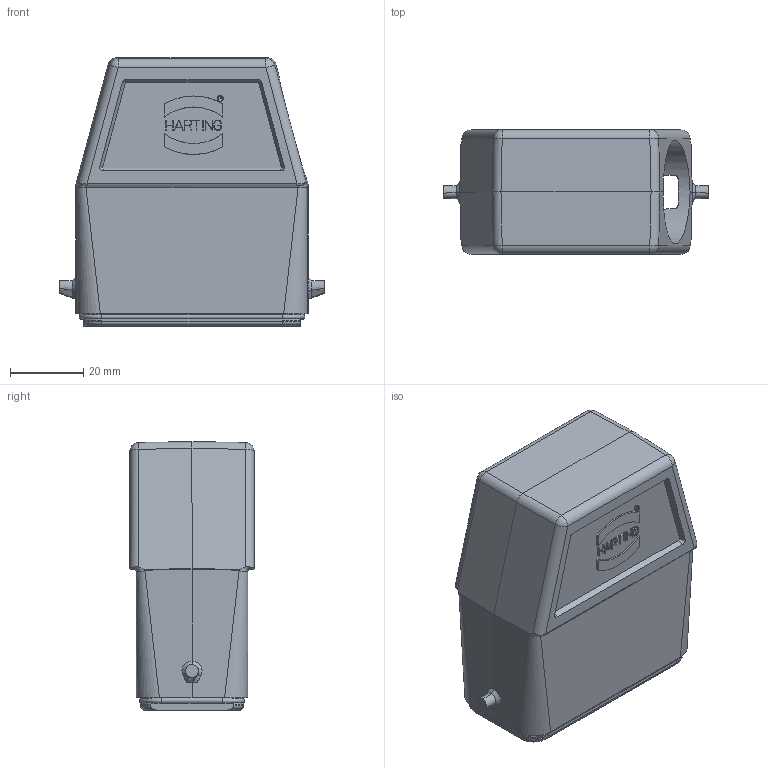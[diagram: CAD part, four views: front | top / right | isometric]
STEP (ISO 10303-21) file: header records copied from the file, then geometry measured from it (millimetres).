
FILE_DESCRIPTION(/* description */ (''),/* implementation_level */ '2;1');
FILE_NAME(/* name */ '100768529ugm000_a.stp',/* time_stamp */ '2018-08-09T17:24:55+02:00',/* author */ (''),/* organization */ (''),/* preprocessor_version */ 'ST-DEVELOPER v16.7',/* originating_system */ 'SIEMENS PLM Software NX 12.0',/* authorisation */ '');
FILE_SCHEMA (('AUTOMOTIVE_DESIGN { 1 0 10303 214 3 1 1 1 }'));
Length unit declared in the file: millimetre
Products named in the file (1): 100768529ugm000_a
Bounding box: 72.52 x 34 x 73.5 mm (x, y, z)
Volume: 52706.4 mm3; surface area: 26284.5 mm2
Topology: 1 solids, 1 shells, 402 faces, 1033 edges, 643 vertices
Faces by surface type: plane 184, cylinder 104, bspline 90, cone 12, extrusion 8, sphere 4
Full cylindrical faces by diameter (mm): 1.52 x1, 1.68 x1, 3 x4, 28.3 x1
Entity records: 17807 total; most frequent: CARTESIAN_POINT 6183, ORIENTED_EDGE 2000, DIRECTION 1496, EDGE_CURVE 1000, VERTEX_POINT 632, VECTOR 574, LINE 566, AXIS2_PLACEMENT_3D 461
